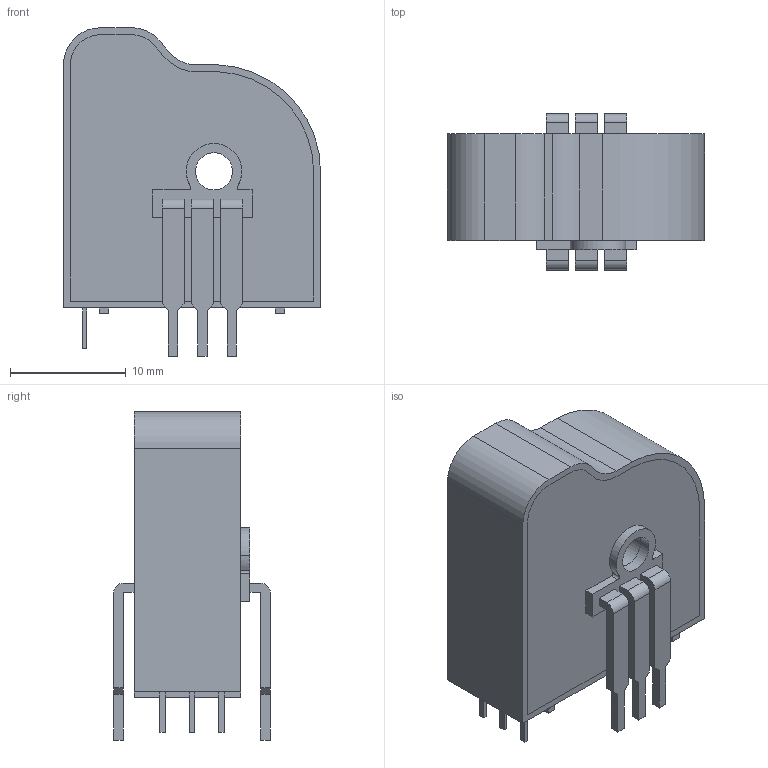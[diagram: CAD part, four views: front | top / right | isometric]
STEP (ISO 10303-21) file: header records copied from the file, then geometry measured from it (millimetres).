
FILE_DESCRIPTION((''),'2;1');
FILE_NAME('SENS_LEM_LTS 15-NP.stp','2013-09-11T11:22:43',(''),(''),'Mechanical Desktop 2011','Mechanical Desktop 2011',', , ');
FILE_SCHEMA(('AUTOMOTIVE_DESIGN { 1 2 10303 214 1 1 1 1 }'));
Length unit declared in the file: millimetre
Products named in the file (1): Product
Bounding box: 22.2 x 13.5 x 28.37 mm (x, y, z)
Volume: 4424.3 mm3; surface area: 3239 mm2
Topology: 14 solids, 14 shells, 167 faces, 414 edges, 276 vertices
Faces by surface type: plane 97, bspline 42, cylinder 28
Entity records: 5054 total; most frequent: CARTESIAN_POINT 1068, ORIENTED_EDGE 828, DIRECTION 736, EDGE_CURVE 414, VECTOR 344, LINE 344, VERTEX_POINT 276, AXIS2_PLACEMENT_3D 196
